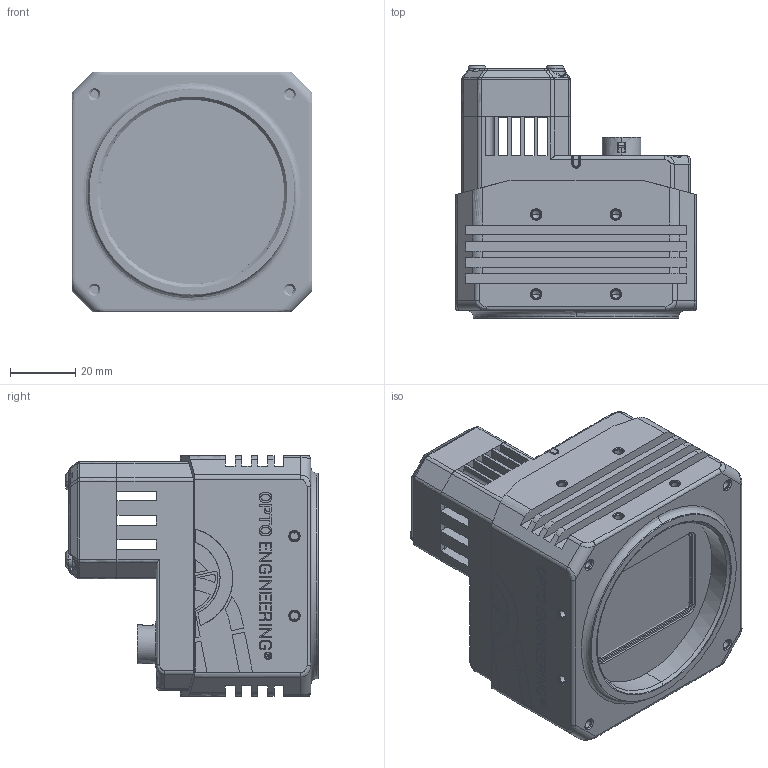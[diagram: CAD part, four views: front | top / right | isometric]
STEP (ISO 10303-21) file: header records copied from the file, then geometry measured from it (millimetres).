
FILE_DESCRIPTION (( 'STEP AP203' ), '1' );
FILE_NAME ('DP28951-B_COE-XXX-Y-10GIGE-TYPE6.step', '2021-11-29T11:46:19', ( '' ), ( '' ), 'SwSTEP 2.0', 'SolidWorks 2021', '' );
FILE_SCHEMA (( 'CONFIG_CONTROL_DESIGN' ));
Products named in the file (1): DP28951-B_COE-XXX-Y-10GIGE-TYPE6
Bounding box: 74.01 x 77.68 x 74 mm (x, y, z)
Surface area: 78433 mm2 (no closed solid volume)
Topology: 0 solids, 519 shells, 3668 faces, 10642 edges, 7628 vertices
Faces by surface type: plane 2000, bspline 1668
Entity records: 162271 total; most frequent: CARTESIAN_POINT 96109, ORIENTED_EDGE 19065, EDGE_CURVE 10588, B_SPLINE_CURVE_WITH_KNOTS 8296, VERTEX_POINT 7628, DIRECTION 4002, EDGE_LOOP 3929, FACE_OUTER_BOUND 3668
